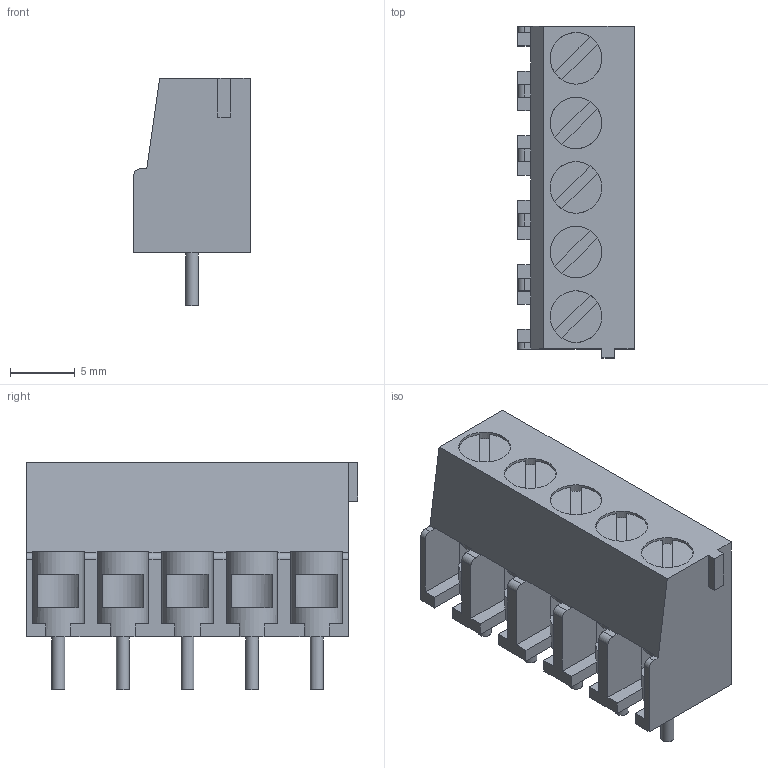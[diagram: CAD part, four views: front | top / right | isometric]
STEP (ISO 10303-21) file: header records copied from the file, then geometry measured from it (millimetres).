
FILE_DESCRIPTION(('Open CASCADE Model'),'2;1');
FILE_NAME('Open CASCADE Shape Model','2025-04-12T20:48:32',('Author'),('Open CASCADE'),'Open CASCADE STEP processor 7.7','Open CASCADE 7.7','Unknown');
FILE_SCHEMA(('AUTOMOTIVE_DESIGN { 1 0 10303 214 1 1 1 1 }'));
Length unit declared in the file: millimetre
Products named in the file (15): PHOENIX_PT_2,5/5-5,0-H; body; body_part; screw-1; screw-1_part; leg-1; leg-1_part; screw-2; leg-2; screw-3; leg-3; screw-4; leg-4; screw-5; leg-5
Assembly tree (22 placements, depth 3):
  PHOENIX_PT_2,5/5-5,0-H
    body
      body_part
    screw-1
      screw-1_part
    leg-1
      leg-1_part
    screw-2
      screw-1_part
    leg-2
      leg-1_part
    screw-3
      screw-1_part
    leg-3
      leg-1_part
    screw-4
      screw-1_part
    leg-4
      leg-1_part
    screw-5
      screw-1_part
    leg-5
      leg-1_part
Bounding box: 9 x 25.7 x 17.6 mm (x, y, z)
Volume: 2280.3 mm3; surface area: 3187.7 mm2
Topology: 11 solids, 11 shells, 138 faces, 378 edges, 252 vertices
Faces by surface type: plane 117, cylinder 15, extrusion 6
Full cylindrical faces by diameter (mm): 1 x5, 4 x10
Entity records: 2105 total; most frequent: CARTESIAN_POINT 456, ORIENTED_EDGE 391, EDGE_CURVE 246, VERTEX_POINT 164, LINE 163, FACE_BOUND 88, EDGE_LOOP 88, AXIS2_PLACEMENT_3D 83
